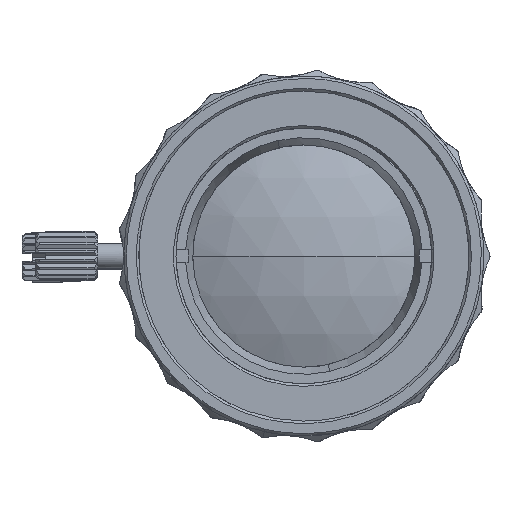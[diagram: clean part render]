
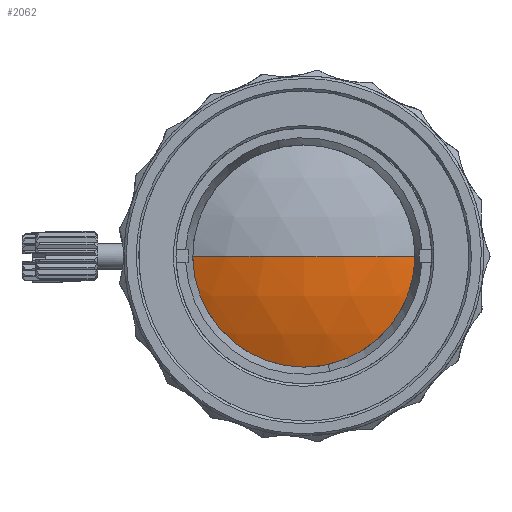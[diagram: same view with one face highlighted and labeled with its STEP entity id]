
A CAD part, left-side view. The second image highlights one B-rep face of the part: STEP entity #2062.
In plain terms, the highlighted spherical face has radius 22.4 mm.
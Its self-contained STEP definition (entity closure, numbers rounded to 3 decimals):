
#1968 = EDGE_CURVE ( 'NONE', #11258, #22377, #12018, .T. ) ;
#1982 = CARTESIAN_POINT ( 'NONE',  ( 0.678, 9.3, -1.132 ) ) ;
#1989 = DIRECTION ( 'NONE',  ( 0., 0., -1. ) ) ;
#2062 = ADVANCED_FACE ( 'NONE', ( #32898 ), #37117, .T. ) ;
#2190 = AXIS2_PLACEMENT_3D ( 'NONE', #50011, #1989, #24465 ) ;
#3076 = AXIS2_PLACEMENT_3D ( 'NONE', #32442, #45080, #23454 ) ;
#3239 = CARTESIAN_POINT ( 'NONE',  ( 0.678, -9.3, -0.686 ) ) ;
#3508 = CARTESIAN_POINT ( 'NONE',  ( 0.678, -9.3, 0. ) ) ;
#6185 = CARTESIAN_POINT ( 'NONE',  ( 0.678, 8.283, -4.377 ) ) ;
#6446 = CARTESIAN_POINT ( 'NONE',  ( 0.678, 6.175, -7.046 ) ) ;
#7002 = CARTESIAN_POINT ( 'NONE',  ( 0.678, 5.265, -7.749 ) ) ;
#8635 = CARTESIAN_POINT ( 'NONE',  ( 0.678, 9.3, 0. ) ) ;
#10913 = CARTESIAN_POINT ( 'NONE',  ( 0.678, 9.3, 0. ) ) ;
#11190 = CARTESIAN_POINT ( 'NONE',  ( 0.678, -6.321, -6.915 ) ) ;
#11258 = VERTEX_POINT ( 'NONE', #30691 ) ;
#11746 = CARTESIAN_POINT ( 'NONE',  ( 0.678, -4.478, -8.229 ) ) ;
#12018 = CIRCLE ( 'NONE', #26415, 22.4 ) ;
#12957 = VERTEX_POINT ( 'NONE', #8635 ) ;
#13039 = DIRECTION ( 'NONE',  ( 0., 0., -1. ) ) ;
#19087 = CARTESIAN_POINT ( 'NONE',  ( 0.678, -8.373, -4.203 ) ) ;
#19375 = CARTESIAN_POINT ( 'NONE',  ( 0.678, 7.684, -5.359 ) ) ;
#22377 = VERTEX_POINT ( 'NONE', #37083 ) ;
#23454 = DIRECTION ( 'NONE',  ( 1., 0., 0. ) ) ;
#23897 = CARTESIAN_POINT ( 'NONE',  ( 0.678, -0.098, -9.368 ) ) ;
#24027 = EDGE_LOOP ( 'NONE', ( #52830, #28295, #38616, #36091 ) ) ;
#24465 = DIRECTION ( 'NONE',  ( 0., 1., 0. ) ) ;
#26415 = AXIS2_PLACEMENT_3D ( 'NONE', #51565, #13039, #46516 ) ;
#27441 = EDGE_CURVE ( 'NONE', #52546, #12957, #42176, .T. ) ;
#28295 = ORIENTED_EDGE ( 'NONE', *, *, #1968, .T. ) ;
#28957 = CARTESIAN_POINT ( 'NONE',  ( 0.678, -3.435, -8.716 ) ) ;
#30691 = CARTESIAN_POINT ( 'NONE',  ( 0.678, -9.3, 0. ) ) ;
#32057 = CARTESIAN_POINT ( 'NONE',  ( 0.678, -9.073, -2.041 ) ) ;
#32442 = CARTESIAN_POINT ( 'NONE',  ( 21.056, 0., 0. ) ) ;
#32652 = CIRCLE ( 'NONE', #3076, 22.4 ) ;
#32891 = CARTESIAN_POINT ( 'NONE',  ( 0.678, -7.12, -6.089 ) ) ;
#32898 = FACE_OUTER_BOUND ( 'NONE', #24027, .T. ) ;
#33761 = B_SPLINE_CURVE_WITH_KNOTS ( 'NONE', 3,
 ( #3508, #3239, #54641, #45413 ),
 .UNSPECIFIED., .F., .F.,
 ( 4, 4 ),
 ( 0., 0.07 ),
 .UNSPECIFIED. ) ;
#33950 = CARTESIAN_POINT ( 'NONE',  ( 0.678, -9.073, -2.041 ) ) ;
#36091 = ORIENTED_EDGE ( 'NONE', *, *, #27441, .F. ) ;
#37083 = CARTESIAN_POINT ( 'NONE',  ( -1.344, 0., 0. ) ) ;
#37117 = SPHERICAL_SURFACE ( 'NONE', #2190, 22.4 ) ;
#38616 = ORIENTED_EDGE ( 'NONE', *, *, #49070, .F. ) ;
#40771 = CARTESIAN_POINT ( 'NONE',  ( 0.678, 2.152, -9.118 ) ) ;
#42176 = B_SPLINE_CURVE_WITH_KNOTS ( 'NONE', 3,
 ( #32057, #50282, #19087, #32891, #11190, #11746, #28957, #53390, #23897, #40771, #54225, #7002, #6446, #19375, #6185, #49179, #1982, #10913 ),
 .UNSPECIFIED., .F., .F.,
 ( 4, 2, 2, 2, 2, 2, 2, 2, 4 ),
 ( 0.07, 0.187, 0.303, 0.419, 0.535, 0.651, 0.768, 0.884, 1. ),
 .UNSPECIFIED. ) ;
#45080 = DIRECTION ( 'NONE',  ( 0., 0., 1. ) ) ;
#45413 = CARTESIAN_POINT ( 'NONE',  ( 0.678, -9.073, -2.041 ) ) ;
#46516 = DIRECTION ( 'NONE',  ( -1., 0., 0. ) ) ;
#49070 = EDGE_CURVE ( 'NONE', #12957, #22377, #32652, .T. ) ;
#49179 = CARTESIAN_POINT ( 'NONE',  ( 0.678, 9.091, -2.263 ) ) ;
#50011 = CARTESIAN_POINT ( 'NONE',  ( 21.056, 0., 0. ) ) ;
#50282 = CARTESIAN_POINT ( 'NONE',  ( 0.678, -8.825, -3.145 ) ) ;
#51565 = CARTESIAN_POINT ( 'NONE',  ( 21.056, 0., 0. ) ) ;
#52546 = VERTEX_POINT ( 'NONE', #33950 ) ;
#52830 = ORIENTED_EDGE ( 'NONE', *, *, #52878, .F. ) ;
#52878 = EDGE_CURVE ( 'NONE', #11258, #52546, #33761, .T. ) ;
#53390 = CARTESIAN_POINT ( 'NONE',  ( 0.678, -1.245, -9.285 ) ) ;
#54225 = CARTESIAN_POINT ( 'NONE',  ( 0.678, 3.253, -8.786 ) ) ;
#54641 = CARTESIAN_POINT ( 'NONE',  ( 0.678, -9.224, -1.372 ) ) ;
